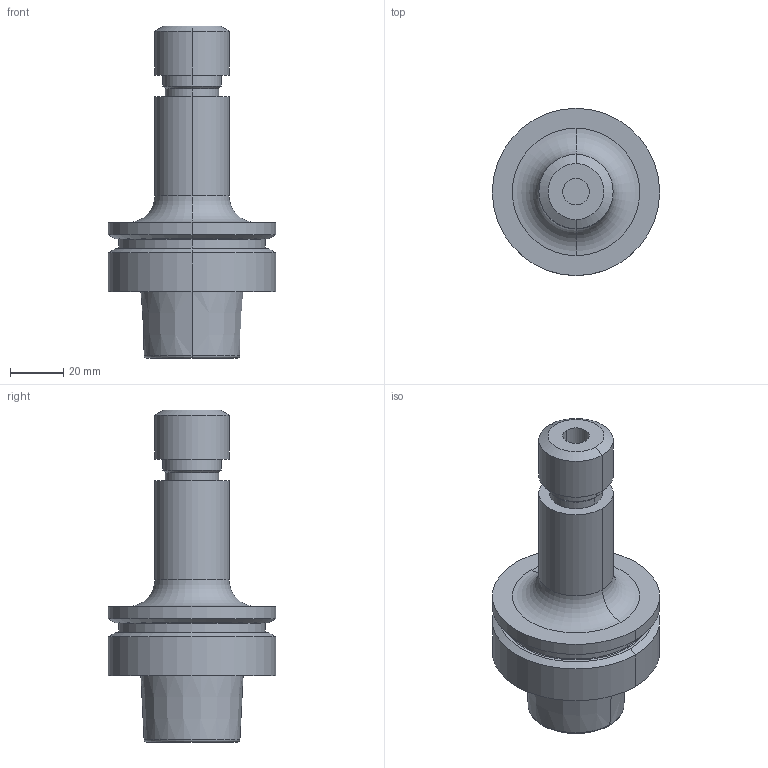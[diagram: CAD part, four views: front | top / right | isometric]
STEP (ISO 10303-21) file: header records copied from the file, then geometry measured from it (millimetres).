
FILE_DESCRIPTION (( 'STEP AP203' ), '1' );
FILE_NAME ('STP-31434-F.STEP', '2020-05-04T01:47:29', ( '' ), ( '' ), 'SwSTEP 2.0', 'SolidWorks 2017', '' );
FILE_SCHEMA (( 'CONFIG_CONTROL_DESIGN' ));
Length unit declared in the file: millimetre
Products named in the file (1): STP-31434-F
Bounding box: 63 x 63 x 125 mm (x, y, z)
Volume: 125564.7 mm3; surface area: 25844.5 mm2
Topology: 1 solids, 1 shells, 60 faces, 120 edges, 69 vertices
Faces by surface type: cylinder 24, cone 16, torus 10, plane 10
Entity records: 1625 total; most frequent: DIRECTION 318, CARTESIAN_POINT 248, ORIENTED_EDGE 236, AXIS2_PLACEMENT_3D 139, EDGE_CURVE 118, CIRCLE 78, VERTEX_POINT 69, EDGE_LOOP 69
